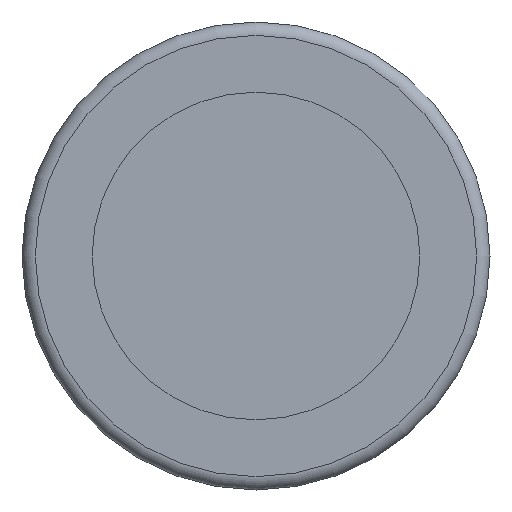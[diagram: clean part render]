
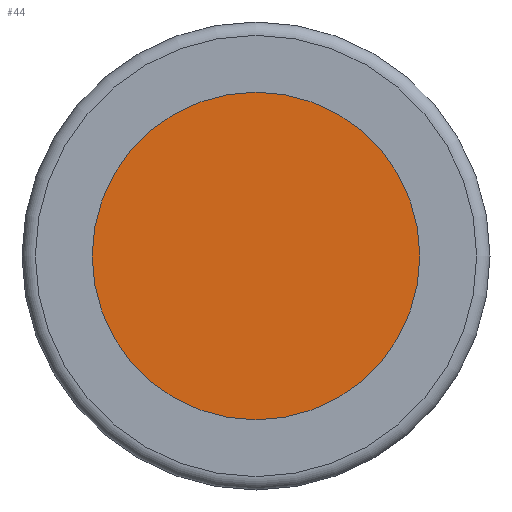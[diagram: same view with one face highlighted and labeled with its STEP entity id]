
A CAD part, front view. The second image highlights one B-rep face of the part: STEP entity #44.
In plain terms, the highlighted planar face has unit normal (0, -1, 0).
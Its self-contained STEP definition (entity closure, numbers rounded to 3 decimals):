
#44 = ADVANCED_FACE( '', ( #94 ), #95, .F. );
#94 = FACE_OUTER_BOUND( '', #155, .T. );
#95 = PLANE( '', #156 );
#155 = EDGE_LOOP( '', ( #216 ) );
#156 = AXIS2_PLACEMENT_3D( '', #217, #218, #219 );
#216 = ORIENTED_EDGE( '', *, *, #288, .T. );
#217 = CARTESIAN_POINT( '', ( -3.5, 0.55, 0. ) );
#218 = DIRECTION( '', ( 0., 1., 0. ) );
#219 = DIRECTION( '', ( 0., 0., 1. ) );
#288 = EDGE_CURVE( '', #320, #320, #321, .T. );
#320 = VERTEX_POINT( '', #358 );
#321 = CIRCLE( '', #359, 3.5 );
#358 = CARTESIAN_POINT( '', ( 0., 0.55, -3.5 ) );
#359 = AXIS2_PLACEMENT_3D( '', #397, #398, #399 );
#397 = CARTESIAN_POINT( '', ( 0., 0.55, 0. ) );
#398 = DIRECTION( '', ( 0., -1., 0. ) );
#399 = DIRECTION( '', ( 0., 0., -1. ) );
